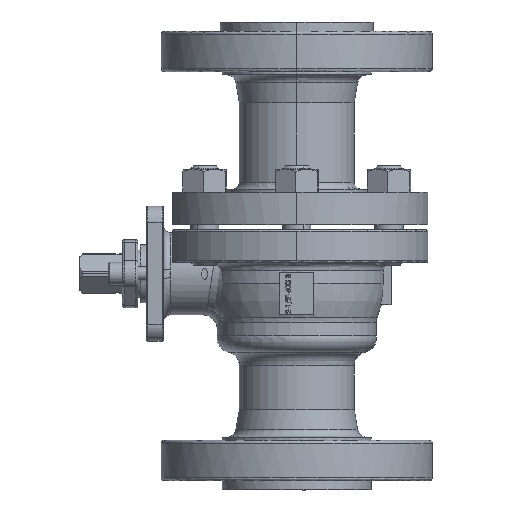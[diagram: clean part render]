
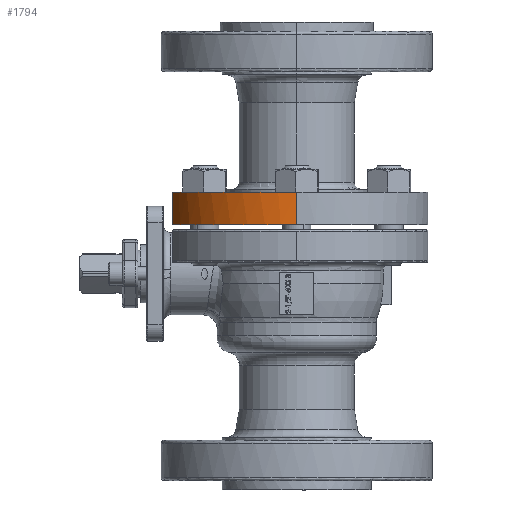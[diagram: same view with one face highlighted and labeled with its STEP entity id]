
A CAD part, left-side view. The second image highlights one B-rep face of the part: STEP entity #1794.
In plain terms, the highlighted cylindrical face has radius 92.5 mm (diameter 185 mm), a partial arc.
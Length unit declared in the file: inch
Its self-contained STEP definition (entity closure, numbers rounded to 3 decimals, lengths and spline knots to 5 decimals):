
#189 = CARTESIAN_POINT ( 'NONE',  ( -1.1811, 3.44488, 1.35827 ) ) ;
#344 = CARTESIAN_POINT ( 'NONE',  ( -2.02513, 3.03257, 1.35827 ) ) ;
#485 = VERTEX_POINT ( 'NONE', #20527 ) ;
#542 = CARTESIAN_POINT ( 'NONE',  ( -2.46918, 2.68343, 1.35827 ) ) ;
#611 = CARTESIAN_POINT ( 'NONE',  ( -3.17031, 1.80187, 2.26378 ) ) ;
#740 = CARTESIAN_POINT ( 'NONE',  ( -3.64173, 0., 1.35827 ) ) ;
#860 = CARTESIAN_POINT ( 'NONE',  ( -3.64173, 0., 1.6601 ) ) ;
#1778 = ORIENTED_EDGE ( 'NONE', *, *, #16678, .T. ) ;
#1794 = ADVANCED_FACE ( 'NONE', ( #27543 ), #27135, .T. ) ;
#3631 = AXIS2_PLACEMENT_3D ( 'NONE', #39712, #8164, #5082 ) ;
#3641 = CARTESIAN_POINT ( 'NONE',  ( -1.1811, 3.44488, 1.35827 ) ) ;
#3907 = CARTESIAN_POINT ( 'NONE',  ( -1.53247, 3.30895, 2.26378 ) ) ;
#4304 = CARTESIAN_POINT ( 'NONE',  ( -2.02513, 3.03257, 2.26378 ) ) ;
#4571 = CARTESIAN_POINT ( 'NONE',  ( -3.64173, 0., 1.35827 ) ) ;
#5082 = DIRECTION ( 'NONE',  ( 1., 0., 0. ) ) ;
#6511 = CARTESIAN_POINT ( 'NONE',  ( -3.17031, 1.80187, 1.35827 ) ) ;
#6984 = CARTESIAN_POINT ( 'NONE',  ( -1.1811, 3.44488, 2.26378 ) ) ;
#7603 = CARTESIAN_POINT ( 'NONE',  ( -3.64173, 0., 2.26378 ) ) ;
#7935 = CARTESIAN_POINT ( 'NONE',  ( -1.1811, 3.44488, 1.35827 ) ) ;
#8164 = DIRECTION ( 'NONE',  ( 0., 0., 1. ) ) ;
#8215 = EDGE_LOOP ( 'NONE', ( #17861, #8240, #1778, #28135 ) ) ;
#8240 = ORIENTED_EDGE ( 'NONE', *, *, #36995, .T. ) ;
#10371 = CARTESIAN_POINT ( 'NONE',  ( -1.1811, 3.44488, 1.6601 ) ) ;
#10675 = CARTESIAN_POINT ( 'NONE',  ( -2.32699, 2.80762, 2.26378 ) ) ;
#10785 = B_SPLINE_CURVE_WITH_KNOTS ( 'NONE', 3,
 ( #3641, #32266, #28361, #28769, #344, #13118, #542, #12502, #34748, #12909, #6511, #25672, #25067, #25264, #37639, #38261, #34565, #740 ),
 .UNSPECIFIED., .F., .F.,
 ( 4, 2, 2, 2, 2, 2, 2, 2, 4 ),
 ( 0., 0.125, 0.25, 0.375, 0.5, 0.625, 0.75, 0.875, 1. ),
 .UNSPECIFIED. ) ;
#12502 = CARTESIAN_POINT ( 'NONE',  ( -2.73269, 2.41455, 1.35827 ) ) ;
#12909 = CARTESIAN_POINT ( 'NONE',  ( -3.07281, 1.96354, 1.35827 ) ) ;
#13118 = CARTESIAN_POINT ( 'NONE',  ( -2.32699, 2.80762, 1.35827 ) ) ;
#13187 = CARTESIAN_POINT ( 'NONE',  ( -1.86546, 3.13332, 2.26378 ) ) ;
#16678 = EDGE_CURVE ( 'NONE', #28828, #485, #10785, .T. ) ;
#16883 = CARTESIAN_POINT ( 'NONE',  ( -3.64173, 0., 2.26378 ) ) ;
#17861 = ORIENTED_EDGE ( 'NONE', *, *, #23753, .T. ) ;
#20097 = CARTESIAN_POINT ( 'NONE',  ( -1.1811, 3.44488, 2.26378 ) ) ;
#20527 = CARTESIAN_POINT ( 'NONE',  ( -3.64173, 0., 1.35827 ) ) ;
#22656 = CARTESIAN_POINT ( 'NONE',  ( -2.85399, 2.26988, 2.26378 ) ) ;
#23753 = EDGE_CURVE ( 'NONE', #25258, #32950, #34379, .T. ) ;
#25067 = CARTESIAN_POINT ( 'NONE',  ( -3.41056, 1.29063, 1.35827 ) ) ;
#25258 = VERTEX_POINT ( 'NONE', #16883 ) ;
#25264 = CARTESIAN_POINT ( 'NONE',  ( -3.52545, 0.93212, 1.35827 ) ) ;
#25672 = CARTESIAN_POINT ( 'NONE',  ( -3.33919, 1.46541, 1.35827 ) ) ;
#26011 = CARTESIAN_POINT ( 'NONE',  ( -3.64173, 0., 1.96194 ) ) ;
#26150 = CARTESIAN_POINT ( 'NONE',  ( -1.35916, 3.38383, 2.26378 ) ) ;
#26572 = CARTESIAN_POINT ( 'NONE',  ( -3.07281, 1.96354, 2.26378 ) ) ;
#27135 = CYLINDRICAL_SURFACE ( 'NONE', #3631, 3.64173 ) ;
#27213 = CARTESIAN_POINT ( 'NONE',  ( -1.1811, 3.44488, 2.26378 ) ) ;
#27543 = FACE_OUTER_BOUND ( 'NONE', #8215, .T. ) ;
#28135 = ORIENTED_EDGE ( 'NONE', *, *, #37283, .T. ) ;
#28361 = CARTESIAN_POINT ( 'NONE',  ( -1.53247, 3.30895, 1.35827 ) ) ;
#28769 = CARTESIAN_POINT ( 'NONE',  ( -1.86546, 3.13332, 1.35827 ) ) ;
#28828 = VERTEX_POINT ( 'NONE', #189 ) ;
#28835 = CARTESIAN_POINT ( 'NONE',  ( -3.64173, 0.18823, 2.26378 ) ) ;
#32126 = CARTESIAN_POINT ( 'NONE',  ( -3.62711, 0.37646, 2.26378 ) ) ;
#32266 = CARTESIAN_POINT ( 'NONE',  ( -1.35916, 3.38383, 1.35827 ) ) ;
#32542 = CARTESIAN_POINT ( 'NONE',  ( -3.52545, 0.93212, 2.26378 ) ) ;
#32656 = CARTESIAN_POINT ( 'NONE',  ( -1.1811, 3.44488, 1.96194 ) ) ;
#32950 = VERTEX_POINT ( 'NONE', #27213 ) ;
#32955 = CARTESIAN_POINT ( 'NONE',  ( -3.41056, 1.29063, 2.26378 ) ) ;
#34379 = B_SPLINE_CURVE_WITH_KNOTS ( 'NONE', 3,
 ( #7603, #28835, #32126, #35838, #32542, #32955, #35623, #611, #26572, #22656, #35213, #39157, #10675, #4304, #13187, #3907, #26150, #6984 ),
 .UNSPECIFIED., .F., .F.,
 ( 4, 2, 2, 2, 2, 2, 2, 2, 4 ),
 ( 0., 0.125, 0.25, 0.375, 0.5, 0.625, 0.75, 0.875, 1. ),
 .UNSPECIFIED. ) ;
#34565 = CARTESIAN_POINT ( 'NONE',  ( -3.64173, 0.18823, 1.35827 ) ) ;
#34748 = CARTESIAN_POINT ( 'NONE',  ( -2.85399, 2.26988, 1.35827 ) ) ;
#35213 = CARTESIAN_POINT ( 'NONE',  ( -2.73269, 2.41455, 2.26378 ) ) ;
#35354 = B_SPLINE_CURVE_WITH_KNOTS ( 'NONE', 3,
 ( #20097, #32656, #10371, #7935 ),
 .UNSPECIFIED., .F., .F.,
 ( 4, 4 ),
 ( 0., 1. ),
 .UNSPECIFIED. ) ;
#35623 = CARTESIAN_POINT ( 'NONE',  ( -3.33919, 1.46541, 2.26378 ) ) ;
#35838 = CARTESIAN_POINT ( 'NONE',  ( -3.56897, 0.74841, 2.26378 ) ) ;
#36357 = B_SPLINE_CURVE_WITH_KNOTS ( 'NONE', 3,
 ( #4571, #860, #26011, #38601 ),
 .UNSPECIFIED., .F., .F.,
 ( 4, 4 ),
 ( 0., 1. ),
 .UNSPECIFIED. ) ;
#36995 = EDGE_CURVE ( 'NONE', #32950, #28828, #35354, .T. ) ;
#37283 = EDGE_CURVE ( 'NONE', #485, #25258, #36357, .T. ) ;
#37639 = CARTESIAN_POINT ( 'NONE',  ( -3.56897, 0.74841, 1.35827 ) ) ;
#38261 = CARTESIAN_POINT ( 'NONE',  ( -3.62711, 0.37646, 1.35827 ) ) ;
#38601 = CARTESIAN_POINT ( 'NONE',  ( -3.64173, 0., 2.26378 ) ) ;
#39157 = CARTESIAN_POINT ( 'NONE',  ( -2.46918, 2.68343, 2.26378 ) ) ;
#39712 = CARTESIAN_POINT ( 'NONE',  ( 0., 0., -8.80387 ) ) ;
